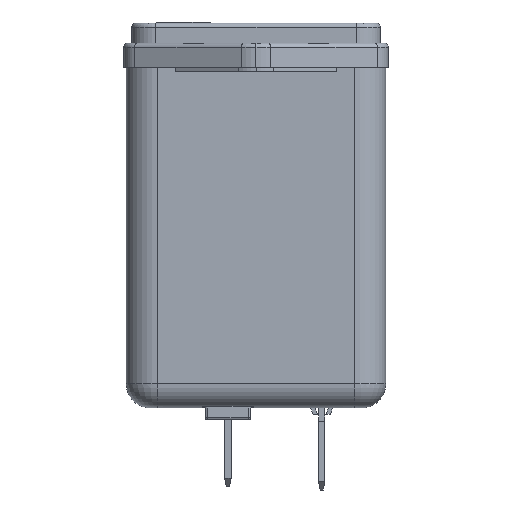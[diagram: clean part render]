
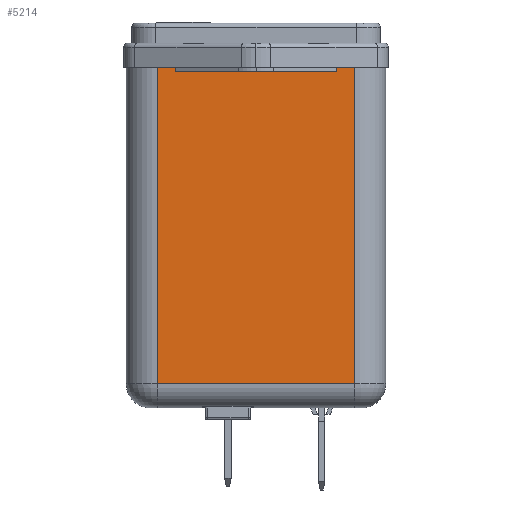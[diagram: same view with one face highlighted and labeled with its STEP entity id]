
A CAD part, left-side view. The second image highlights one B-rep face of the part: STEP entity #5214.
In plain terms, the highlighted face is planar.
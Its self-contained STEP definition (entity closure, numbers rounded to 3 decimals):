
#5155 = EDGE_LOOP ( 'NONE', ( #5215, #5219, #5217, #5218, #5211, #5202, #5207, #5204 ) ) ;
#5157 = VERTEX_POINT ( 'NONE', #20914 ) ;
#5159 = EDGE_CURVE ( 'NONE', #5212, #5213, #20954, .T. ) ;
#5165 = EDGE_CURVE ( 'NONE', #5157, #5223, #20950, .T. ) ;
#5193 = EDGE_CURVE ( 'NONE', #5194, #5225, #20999, .T. ) ;
#5194 = VERTEX_POINT ( 'NONE', #21000 ) ;
#5197 = EDGE_CURVE ( 'NONE', #5208, #5194, #20990, .T. ) ;
#5199 = EDGE_CURVE ( 'NONE', #5208, #5157, #21047, .T. ) ;
#5200 = EDGE_CURVE ( 'NONE', #5213, #5223, #21042, .T. ) ;
#5202 = ORIENTED_EDGE ( 'NONE', *, *, #5199, .T. ) ;
#5204 = ORIENTED_EDGE ( 'NONE', *, *, #5200, .F. ) ;
#5207 = ORIENTED_EDGE ( 'NONE', *, *, #5165, .T. ) ;
#5208 = VERTEX_POINT ( 'NONE', #20986 ) ;
#5211 = ORIENTED_EDGE ( 'NONE', *, *, #5197, .F. ) ;
#5212 = VERTEX_POINT ( 'NONE', #21026 ) ;
#5213 = VERTEX_POINT ( 'NONE', #21029 ) ;
#5214 = ADVANCED_FACE ( 'NONE', ( #21023 ), #21025, .T. ) ;
#5215 = ORIENTED_EDGE ( 'NONE', *, *, #5159, .F. ) ;
#5216 = EDGE_CURVE ( 'NONE', #5212, #5221, #21020, .T. ) ;
#5217 = ORIENTED_EDGE ( 'NONE', *, *, #5220, .T. ) ;
#5218 = ORIENTED_EDGE ( 'NONE', *, *, #5193, .F. ) ;
#5219 = ORIENTED_EDGE ( 'NONE', *, *, #5216, .T. ) ;
#5220 = EDGE_CURVE ( 'NONE', #5221, #5225, #21022, .T. ) ;
#5221 = VERTEX_POINT ( 'NONE', #21021 ) ;
#5223 = VERTEX_POINT ( 'NONE', #21074 ) ;
#5225 = VERTEX_POINT ( 'NONE', #21068 ) ;
#20914 = CARTESIAN_POINT ( 'NONE',  ( 14.1, 12.3, -39.5 ) ) ;
#20932 = DIRECTION ( 'NONE',  ( 0., 0., 1. ) ) ;
#20933 = VECTOR ( 'NONE', #20932, 1000. ) ;
#20949 = CARTESIAN_POINT ( 'NONE',  ( 14.1, 12.3, -42.5 ) ) ;
#20950 = LINE ( 'NONE', #20949, #20933 ) ;
#20952 = DIRECTION ( 'NONE',  ( 0., 0., 1. ) ) ;
#20953 = VECTOR ( 'NONE', #20952, 1000. ) ;
#20954 = LINE ( 'NONE', #20956, #20953 ) ;
#20956 = CARTESIAN_POINT ( 'NONE',  ( 14.1, 10., -0.5 ) ) ;
#20986 = CARTESIAN_POINT ( 'NONE',  ( 14.1, -12.3, -39.5 ) ) ;
#20987 = DIRECTION ( 'NONE',  ( 0., 0., 1. ) ) ;
#20988 = VECTOR ( 'NONE', #20987, 1000. ) ;
#20989 = CARTESIAN_POINT ( 'NONE',  ( 14.1, -12.3, -42.5 ) ) ;
#20990 = LINE ( 'NONE', #20989, #20988 ) ;
#20996 = DIRECTION ( 'NONE',  ( 0., 1., 0. ) ) ;
#20997 = VECTOR ( 'NONE', #20996, 1000. ) ;
#20998 = CARTESIAN_POINT ( 'NONE',  ( 14.1, 12.3, 0. ) ) ;
#20999 = LINE ( 'NONE', #20998, #20997 ) ;
#21000 = CARTESIAN_POINT ( 'NONE',  ( 14.1, -12.3, 0. ) ) ;
#21017 = VECTOR ( 'NONE', #21073, 1000. ) ;
#21018 = DIRECTION ( 'NONE',  ( 0., 0., -1. ) ) ;
#21019 = DIRECTION ( 'NONE',  ( 1., 0., 0. ) ) ;
#21020 = LINE ( 'NONE', #21078, #21077 ) ;
#21021 = CARTESIAN_POINT ( 'NONE',  ( 14.1, -10., -0.5 ) ) ;
#21022 = LINE ( 'NONE', #21030, #21017 ) ;
#21023 = FACE_OUTER_BOUND ( 'NONE', #5155, .T. ) ;
#21025 = PLANE ( 'NONE',  #21036 ) ;
#21026 = CARTESIAN_POINT ( 'NONE',  ( 14.1, 10., -0.5 ) ) ;
#21029 = CARTESIAN_POINT ( 'NONE',  ( 14.1, 10., 0. ) ) ;
#21030 = CARTESIAN_POINT ( 'NONE',  ( 14.1, -10., -0.5 ) ) ;
#21031 = CARTESIAN_POINT ( 'NONE',  ( 14.1, 12.3, -42.5 ) ) ;
#21036 = AXIS2_PLACEMENT_3D ( 'NONE', #21031, #21019, #21018 ) ;
#21039 = DIRECTION ( 'NONE',  ( 0., 1., 0. ) ) ;
#21040 = VECTOR ( 'NONE', #21039, 1000. ) ;
#21041 = CARTESIAN_POINT ( 'NONE',  ( 14.1, 12.3, 0. ) ) ;
#21042 = LINE ( 'NONE', #21041, #21040 ) ;
#21044 = DIRECTION ( 'NONE',  ( 0., 1., 0. ) ) ;
#21045 = VECTOR ( 'NONE', #21044, 1000. ) ;
#21046 = CARTESIAN_POINT ( 'NONE',  ( 14.1, 12.3, -39.5 ) ) ;
#21047 = LINE ( 'NONE', #21046, #21045 ) ;
#21068 = CARTESIAN_POINT ( 'NONE',  ( 14.1, -10., 0. ) ) ;
#21073 = DIRECTION ( 'NONE',  ( 0., 0., 1. ) ) ;
#21074 = CARTESIAN_POINT ( 'NONE',  ( 14.1, 12.3, 0. ) ) ;
#21076 = DIRECTION ( 'NONE',  ( 0., -1., 0. ) ) ;
#21077 = VECTOR ( 'NONE', #21076, 1000. ) ;
#21078 = CARTESIAN_POINT ( 'NONE',  ( 14.1, -10., -0.5 ) ) ;
